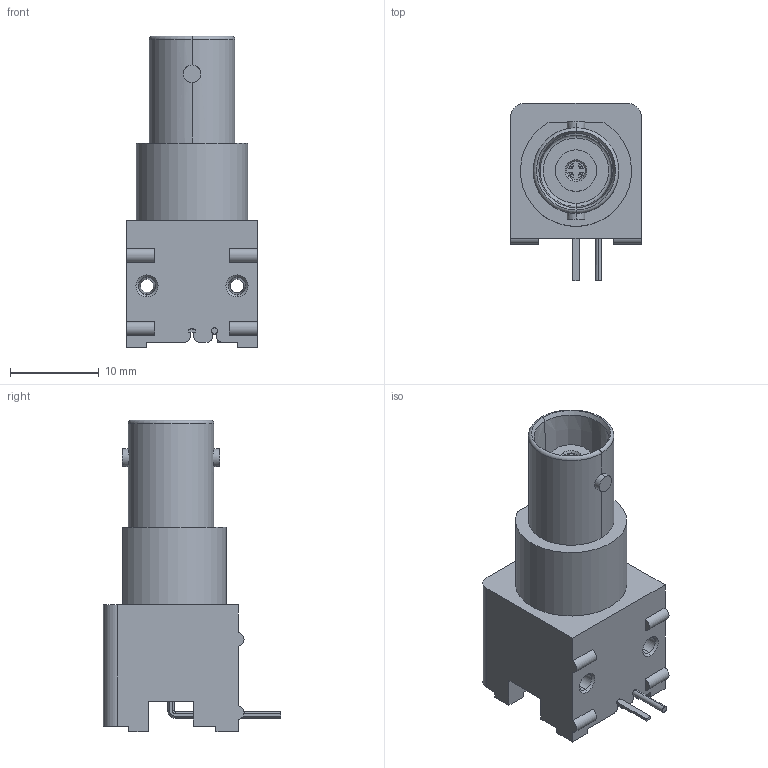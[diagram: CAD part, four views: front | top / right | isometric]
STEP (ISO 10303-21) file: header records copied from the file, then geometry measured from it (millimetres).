
FILE_DESCRIPTION((''),'2;1');
FILE_NAME('C-5226990-6','2010-12-02T',('workeradm'),('Tyco Electronics Ltd.'),'PRO/ENGINEER BY PARAMETRIC TECHNOLOGY CORPORATION, 2009300','PRO/ENGINEER BY PARAMETRIC TECHNOLOGY CORPORATION, 2009300','');
FILE_SCHEMA(('AUTOMOTIVE_DESIGN { 1 0 10303 214 1 1 1 1 }'));
Length unit declared in the file: millimetre
Products named in the file (1): C-5226990-6
Bounding box: 14.76 x 19.99 x 35.18 mm (x, y, z)
Volume: 4191 mm3; surface area: 2648.8 mm2
Topology: 1 solids, 1 shells, 159 faces, 435 edges, 280 vertices
Faces by surface type: plane 73, cylinder 50, cone 30, torus 6
Entity records: 5514 total; most frequent: CARTESIAN_POINT 1128, ORIENTED_EDGE 870, DIRECTION 865, EDGE_CURVE 435, AXIS2_PLACEMENT_3D 309, VERTEX_POINT 280, VECTOR 247, LINE 247
